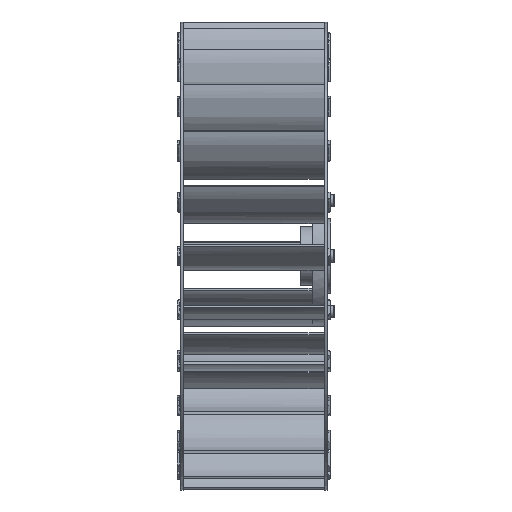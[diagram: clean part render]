
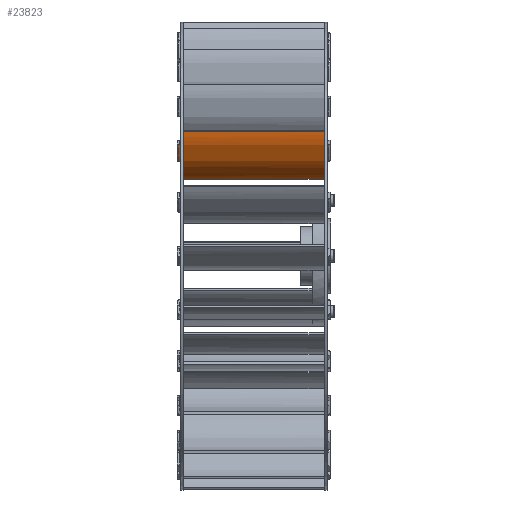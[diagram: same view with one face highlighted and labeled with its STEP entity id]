
A CAD part, left-side view. The second image highlights one B-rep face of the part: STEP entity #23823.
In plain terms, the highlighted free-form (B-spline) face has degree [2, 1] with [3, 2] control points.
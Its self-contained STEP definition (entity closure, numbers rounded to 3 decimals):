
#23823 = ADVANCED_FACE('',(#23824),#23946,.T.);
#23824 = FACE_BOUND('',#23825,.T.);
#23825 = EDGE_LOOP('',(#23826,#23836,#23843,#23851,#23858,#23866,#23873,
    #23881,#23888,#23896,#23903,#23911,#23918,#23926,#23933,#23941));
#23826 = ORIENTED_EDGE('',*,*,#23827,.F.);
#23827 = EDGE_CURVE('',#23828,#23830,#23832,.T.);
#23828 = VERTEX_POINT('',#23829);
#23829 = CARTESIAN_POINT('',(-165.072,0.,
    79.953));
#23830 = VERTEX_POINT('',#23831);
#23831 = CARTESIAN_POINT('',(-176.58,0.,
    90.941));
#23832 = ( BOUNDED_CURVE() B_SPLINE_CURVE(2,(#23833,#23834,#23835),
.UNSPECIFIED.,.F.,.F.) B_SPLINE_CURVE_WITH_KNOTS((3,3),(
0.,0.265),.PIECEWISE_BEZIER_KNOTS.) CURVE() 
GEOMETRIC_REPRESENTATION_ITEM() RATIONAL_B_SPLINE_CURVE((1.,
0.991,1.)) REPRESENTATION_ITEM('') );
#23833 = CARTESIAN_POINT('',(-165.072,0.,
    79.953));
#23834 = CARTESIAN_POINT('',(-171.557,0.,
    84.681));
#23835 = CARTESIAN_POINT('',(-176.58,0.,
    90.941));
#23836 = ORIENTED_EDGE('',*,*,#23837,.F.);
#23837 = EDGE_CURVE('',#23838,#23828,#23840,.T.);
#23838 = VERTEX_POINT('',#23839);
#23839 = CARTESIAN_POINT('',(-165.072,0.591,
    79.953));
#23840 = B_SPLINE_CURVE_WITH_KNOTS('',1,(#23841,#23842),.UNSPECIFIED.,
  .F.,.F.,(2,2),(0.,0.5),.PIECEWISE_BEZIER_KNOTS.);
#23841 = CARTESIAN_POINT('',(-165.072,0.591,
    79.953));
#23842 = CARTESIAN_POINT('',(-165.072,0.,79.953));
#23843 = ORIENTED_EDGE('',*,*,#23844,.F.);
#23844 = EDGE_CURVE('',#23845,#23838,#23847,.T.);
#23845 = VERTEX_POINT('',#23846);
#23846 = CARTESIAN_POINT('',(-153.729,0.591,
    73.439));
#23847 = ( BOUNDED_CURVE() B_SPLINE_CURVE(2,(#23848,#23849,#23850),
.UNSPECIFIED.,.F.,.F.) B_SPLINE_CURVE_WITH_KNOTS((3,3),(0.,0.217)
,.PIECEWISE_BEZIER_KNOTS.) CURVE() GEOMETRIC_REPRESENTATION_ITEM() 
RATIONAL_B_SPLINE_CURVE((1.,0.994,1.)) REPRESENTATION_ITEM('') 
  );
#23848 = CARTESIAN_POINT('',(-153.729,0.591,
    73.439));
#23849 = CARTESIAN_POINT('',(-159.756,0.591,
    76.077));
#23850 = CARTESIAN_POINT('',(-165.072,0.591,
    79.953));
#23851 = ORIENTED_EDGE('',*,*,#23852,.F.);
#23852 = EDGE_CURVE('',#23853,#23845,#23855,.T.);
#23853 = VERTEX_POINT('',#23854);
#23854 = CARTESIAN_POINT('',(-153.729,135.349,
    73.439));
#23855 = B_SPLINE_CURVE_WITH_KNOTS('',1,(#23856,#23857),.UNSPECIFIED.,
  .F.,.F.,(2,2),(0.,114.),.PIECEWISE_BEZIER_KNOTS.);
#23856 = CARTESIAN_POINT('',(-153.729,135.349,
    73.439));
#23857 = CARTESIAN_POINT('',(-153.729,0.591,
    73.439));
#23858 = ORIENTED_EDGE('',*,*,#23859,.F.);
#23859 = EDGE_CURVE('',#23860,#23853,#23862,.T.);
#23860 = VERTEX_POINT('',#23861);
#23861 = CARTESIAN_POINT('',(-165.072,135.349,
    79.953));
#23862 = ( BOUNDED_CURVE() B_SPLINE_CURVE(2,(#23863,#23864,#23865),
.UNSPECIFIED.,.F.,.F.) B_SPLINE_CURVE_WITH_KNOTS((3,3),(0.,0.217)
,.PIECEWISE_BEZIER_KNOTS.) CURVE() GEOMETRIC_REPRESENTATION_ITEM() 
RATIONAL_B_SPLINE_CURVE((1.,0.994,1.)) REPRESENTATION_ITEM('') 
  );
#23863 = CARTESIAN_POINT('',(-165.072,135.349,
    79.953));
#23864 = CARTESIAN_POINT('',(-159.756,135.349,
    76.077));
#23865 = CARTESIAN_POINT('',(-153.729,135.349,
    73.439));
#23866 = ORIENTED_EDGE('',*,*,#23867,.F.);
#23867 = EDGE_CURVE('',#23868,#23860,#23870,.T.);
#23868 = VERTEX_POINT('',#23869);
#23869 = CARTESIAN_POINT('',(-165.072,135.94,
    79.953));
#23870 = B_SPLINE_CURVE_WITH_KNOTS('',1,(#23871,#23872),.UNSPECIFIED.,
  .F.,.F.,(2,2),(0.,0.5),.PIECEWISE_BEZIER_KNOTS.);
#23871 = CARTESIAN_POINT('',(-165.072,135.94,
    79.953));
#23872 = CARTESIAN_POINT('',(-165.072,135.349,
    79.953));
#23873 = ORIENTED_EDGE('',*,*,#23874,.F.);
#23874 = EDGE_CURVE('',#23875,#23868,#23877,.T.);
#23875 = VERTEX_POINT('',#23876);
#23876 = CARTESIAN_POINT('',(-176.58,135.94,
    90.941));
#23877 = ( BOUNDED_CURVE() B_SPLINE_CURVE(2,(#23878,#23879,#23880),
.UNSPECIFIED.,.F.,.F.) B_SPLINE_CURVE_WITH_KNOTS((3,3),(
0.,0.265),.PIECEWISE_BEZIER_KNOTS.) CURVE() 
GEOMETRIC_REPRESENTATION_ITEM() RATIONAL_B_SPLINE_CURVE((1.,
0.991,1.)) REPRESENTATION_ITEM('') );
#23878 = CARTESIAN_POINT('',(-176.58,135.94,
    90.941));
#23879 = CARTESIAN_POINT('',(-171.557,135.94,
    84.681));
#23880 = CARTESIAN_POINT('',(-165.072,135.94,
    79.953));
#23881 = ORIENTED_EDGE('',*,*,#23882,.F.);
#23882 = EDGE_CURVE('',#23883,#23875,#23885,.T.);
#23883 = VERTEX_POINT('',#23884);
#23884 = CARTESIAN_POINT('',(-176.58,140.077,
    90.941));
#23885 = B_SPLINE_CURVE_WITH_KNOTS('',1,(#23886,#23887),.UNSPECIFIED.,
  .F.,.F.,(2,2),(0.,3.5),.PIECEWISE_BEZIER_KNOTS.);
#23886 = CARTESIAN_POINT('',(-176.58,140.077,
    90.941));
#23887 = CARTESIAN_POINT('',(-176.58,135.94,
    90.941));
#23888 = ORIENTED_EDGE('',*,*,#23889,.F.);
#23889 = EDGE_CURVE('',#23890,#23883,#23892,.T.);
#23890 = VERTEX_POINT('',#23891);
#23891 = CARTESIAN_POINT('',(-185.741,140.077,
    106.809));
#23892 = ( BOUNDED_CURVE() B_SPLINE_CURVE(2,(#23893,#23894,#23895),
.UNSPECIFIED.,.F.,.F.) B_SPLINE_CURVE_WITH_KNOTS((3,3),(0.,
0.305),.PIECEWISE_BEZIER_KNOTS.) CURVE() 
GEOMETRIC_REPRESENTATION_ITEM() RATIONAL_B_SPLINE_CURVE((1.,
0.988,1.)) REPRESENTATION_ITEM('') );
#23893 = CARTESIAN_POINT('',(-185.741,140.077,
    106.809));
#23894 = CARTESIAN_POINT('',(-182.38,140.077,
    98.171));
#23895 = CARTESIAN_POINT('',(-176.58,140.077,
    90.941));
#23896 = ORIENTED_EDGE('',*,*,#23897,.F.);
#23897 = EDGE_CURVE('',#23898,#23890,#23900,.T.);
#23898 = VERTEX_POINT('',#23899);
#23899 = CARTESIAN_POINT('',(-185.741,135.94,
    106.809));
#23900 = B_SPLINE_CURVE_WITH_KNOTS('',1,(#23901,#23902),.UNSPECIFIED.,
  .F.,.F.,(2,2),(0.,3.5),.PIECEWISE_BEZIER_KNOTS.);
#23901 = CARTESIAN_POINT('',(-185.741,135.94,
    106.809));
#23902 = CARTESIAN_POINT('',(-185.741,140.077,
    106.809));
#23903 = ORIENTED_EDGE('',*,*,#23904,.F.);
#23904 = EDGE_CURVE('',#23905,#23898,#23907,.T.);
#23905 = VERTEX_POINT('',#23906);
#23906 = CARTESIAN_POINT('',(-189.205,135.94,
    119.915));
#23907 = ( BOUNDED_CURVE() B_SPLINE_CURVE(2,(#23908,#23909,#23910),
.UNSPECIFIED.,.F.,.F.) B_SPLINE_CURVE_WITH_KNOTS((3,3),(0.,
0.225),.PIECEWISE_BEZIER_KNOTS.) CURVE() 
GEOMETRIC_REPRESENTATION_ITEM() RATIONAL_B_SPLINE_CURVE((1.,
0.994,1.)) REPRESENTATION_ITEM('') );
#23908 = CARTESIAN_POINT('',(-189.205,135.94,
    119.915));
#23909 = CARTESIAN_POINT('',(-188.214,135.94,
    113.166));
#23910 = CARTESIAN_POINT('',(-185.741,135.94,
    106.809));
#23911 = ORIENTED_EDGE('',*,*,#23912,.F.);
#23912 = EDGE_CURVE('',#23913,#23905,#23915,.T.);
#23913 = VERTEX_POINT('',#23914);
#23914 = CARTESIAN_POINT('',(-189.205,0.,
    119.915));
#23915 = B_SPLINE_CURVE_WITH_KNOTS('',1,(#23916,#23917),.UNSPECIFIED.,
  .F.,.F.,(2,2),(0.,115.),.PIECEWISE_BEZIER_KNOTS.);
#23916 = CARTESIAN_POINT('',(-189.205,0.,119.915));
#23917 = CARTESIAN_POINT('',(-189.205,135.94,
    119.915));
#23918 = ORIENTED_EDGE('',*,*,#23919,.F.);
#23919 = EDGE_CURVE('',#23920,#23913,#23922,.T.);
#23920 = VERTEX_POINT('',#23921);
#23921 = CARTESIAN_POINT('',(-185.741,0.,
    106.809));
#23922 = ( BOUNDED_CURVE() B_SPLINE_CURVE(2,(#23923,#23924,#23925),
.UNSPECIFIED.,.F.,.F.) B_SPLINE_CURVE_WITH_KNOTS((3,3),(0.,
0.225),.PIECEWISE_BEZIER_KNOTS.) CURVE() 
GEOMETRIC_REPRESENTATION_ITEM() RATIONAL_B_SPLINE_CURVE((1.,
0.994,1.)) REPRESENTATION_ITEM('') );
#23923 = CARTESIAN_POINT('',(-185.741,0.,
    106.809));
#23924 = CARTESIAN_POINT('',(-188.214,0.,
    113.166));
#23925 = CARTESIAN_POINT('',(-189.205,0.,
    119.915));
#23926 = ORIENTED_EDGE('',*,*,#23927,.F.);
#23927 = EDGE_CURVE('',#23928,#23920,#23930,.T.);
#23928 = VERTEX_POINT('',#23929);
#23929 = CARTESIAN_POINT('',(-185.741,-4.137,
    106.809));
#23930 = B_SPLINE_CURVE_WITH_KNOTS('',1,(#23931,#23932),.UNSPECIFIED.,
  .F.,.F.,(2,2),(0.,3.5),.PIECEWISE_BEZIER_KNOTS.);
#23931 = CARTESIAN_POINT('',(-185.741,-4.137,
    106.809));
#23932 = CARTESIAN_POINT('',(-185.741,0.,106.809));
#23933 = ORIENTED_EDGE('',*,*,#23934,.F.);
#23934 = EDGE_CURVE('',#23935,#23928,#23937,.T.);
#23935 = VERTEX_POINT('',#23936);
#23936 = CARTESIAN_POINT('',(-176.58,-4.137,
    90.941));
#23937 = ( BOUNDED_CURVE() B_SPLINE_CURVE(2,(#23938,#23939,#23940),
.UNSPECIFIED.,.F.,.F.) B_SPLINE_CURVE_WITH_KNOTS((3,3),(
0.,0.305),.PIECEWISE_BEZIER_KNOTS.) CURVE() 
GEOMETRIC_REPRESENTATION_ITEM() RATIONAL_B_SPLINE_CURVE((1.,
0.988,1.)) REPRESENTATION_ITEM('') );
#23938 = CARTESIAN_POINT('',(-176.58,-4.137,
    90.941));
#23939 = CARTESIAN_POINT('',(-182.38,-4.137,
    98.171));
#23940 = CARTESIAN_POINT('',(-185.741,-4.137,
    106.809));
#23941 = ORIENTED_EDGE('',*,*,#23942,.F.);
#23942 = EDGE_CURVE('',#23830,#23935,#23943,.T.);
#23943 = B_SPLINE_CURVE_WITH_KNOTS('',1,(#23944,#23945),.UNSPECIFIED.,
  .F.,.F.,(2,2),(0.,3.5),.PIECEWISE_BEZIER_KNOTS.);
#23944 = CARTESIAN_POINT('',(-176.58,0.,90.941));
#23945 = CARTESIAN_POINT('',(-176.58,-4.137,
    90.941));
#23946 = ( BOUNDED_SURFACE() B_SPLINE_SURFACE(2,1,(
    (#23947,#23948)
    ,(#23949,#23950)
    ,(#23951,#23952
)),.UNSPECIFIED.,.F.,.F.,.F.) B_SPLINE_SURFACE_WITH_KNOTS((3,3),(2,2),(
    2.24,3.253),(0.,122.),.PIECEWISE_BEZIER_KNOTS.) 
GEOMETRIC_REPRESENTATION_ITEM() RATIONAL_B_SPLINE_SURFACE((
    (1.,1.)
    ,(0.875,0.875)
,(1.,1.))) REPRESENTATION_ITEM('') SURFACE() );
#23947 = CARTESIAN_POINT('',(-189.205,-4.137,
    119.915));
#23948 = CARTESIAN_POINT('',(-189.205,140.077,
    119.915));
#23949 = CARTESIAN_POINT('',(-184.351,-4.137,
    86.842));
#23950 = CARTESIAN_POINT('',(-184.351,140.077,
    86.842));
#23951 = CARTESIAN_POINT('',(-153.729,-4.137,
    73.439));
#23952 = CARTESIAN_POINT('',(-153.729,140.077,
    73.439));
